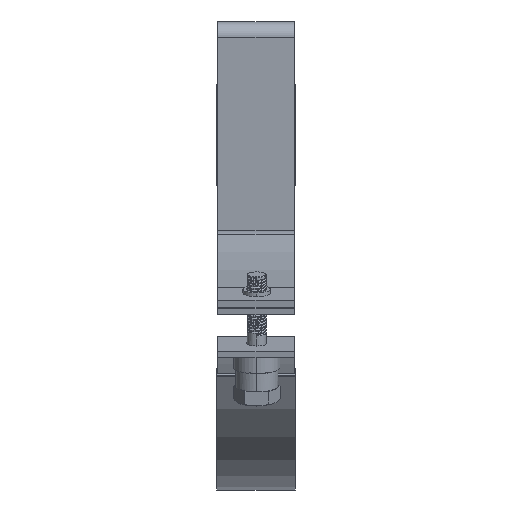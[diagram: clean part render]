
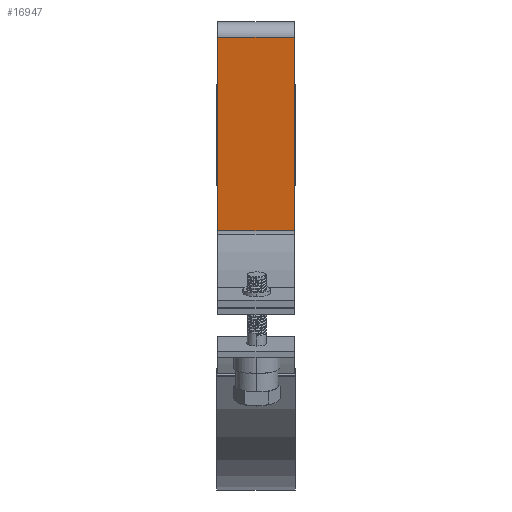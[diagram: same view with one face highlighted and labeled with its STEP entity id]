
A CAD part, left-side view. The second image highlights one B-rep face of the part: STEP entity #16947.
In plain terms, the highlighted planar face has unit normal (-0.991, 0, -0.131).
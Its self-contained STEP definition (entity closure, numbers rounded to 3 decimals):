
#5 = FACE_OUTER_BOUND ( 'NONE', #8402, .T. ) ;
#983 = VECTOR ( 'NONE', #2870, 1000. ) ;
#1195 = CARTESIAN_POINT ( 'NONE',  ( -132.958, 39.5, 70.982 ) ) ;
#1371 = LINE ( 'NONE', #1524, #983 ) ;
#1506 = DIRECTION ( 'NONE',  ( 0.991, 0., 0.131 ) ) ;
#1524 = CARTESIAN_POINT ( 'NONE',  ( -132.958, 39.5, 70.982 ) ) ;
#1918 = CARTESIAN_POINT ( 'NONE',  ( -119.78, 0., -29.113 ) ) ;
#1928 = EDGE_CURVE ( 'NONE', #4606, #4688, #15917, .T. ) ;
#2423 = CARTESIAN_POINT ( 'NONE',  ( -119.78, 39.5, -29.113 ) ) ;
#2870 = DIRECTION ( 'NONE',  ( 0., -1., 0. ) ) ;
#4252 = VERTEX_POINT ( 'NONE', #15030 ) ;
#4586 = DIRECTION ( 'NONE',  ( -0.131, 0., 0.991 ) ) ;
#4606 = VERTEX_POINT ( 'NONE', #2423 ) ;
#4633 = ORIENTED_EDGE ( 'NONE', *, *, #11689, .T. ) ;
#4688 = VERTEX_POINT ( 'NONE', #1195 ) ;
#5505 = CARTESIAN_POINT ( 'NONE',  ( -119.78, 39.5, -29.113 ) ) ;
#5574 = LINE ( 'NONE', #11125, #13838 ) ;
#5908 = VECTOR ( 'NONE', #4586, 1000. ) ;
#6531 = CARTESIAN_POINT ( 'NONE',  ( -119.78, 39.5, -29.113 ) ) ;
#6830 = PLANE ( 'NONE',  #11796 ) ;
#7292 = EDGE_CURVE ( 'NONE', #14923, #4252, #12954, .T. ) ;
#8333 = DIRECTION ( 'NONE',  ( 0., -1., 0. ) ) ;
#8402 = EDGE_LOOP ( 'NONE', ( #15192, #12424, #16384, #4633 ) ) ;
#8452 = VECTOR ( 'NONE', #9184, 1000. ) ;
#9184 = DIRECTION ( 'NONE',  ( -0.131, 0., 0.991 ) ) ;
#9898 = CARTESIAN_POINT ( 'NONE',  ( -119.78, 0., -29.113 ) ) ;
#10811 = DIRECTION ( 'NONE',  ( 0.131, 0., -0.991 ) ) ;
#11125 = CARTESIAN_POINT ( 'NONE',  ( -119.78, 39.5, -29.113 ) ) ;
#11540 = EDGE_CURVE ( 'NONE', #4688, #4252, #1371, .T. ) ;
#11689 = EDGE_CURVE ( 'NONE', #4606, #14923, #5574, .T. ) ;
#11796 = AXIS2_PLACEMENT_3D ( 'NONE', #5505, #1506, #10811 ) ;
#12424 = ORIENTED_EDGE ( 'NONE', *, *, #11540, .F. ) ;
#12954 = LINE ( 'NONE', #1918, #5908 ) ;
#13838 = VECTOR ( 'NONE', #8333, 1000. ) ;
#14923 = VERTEX_POINT ( 'NONE', #9898 ) ;
#15030 = CARTESIAN_POINT ( 'NONE',  ( -132.958, 0., 70.982 ) ) ;
#15192 = ORIENTED_EDGE ( 'NONE', *, *, #7292, .T. ) ;
#15917 = LINE ( 'NONE', #6531, #8452 ) ;
#16384 = ORIENTED_EDGE ( 'NONE', *, *, #1928, .F. ) ;
#16947 = ADVANCED_FACE ( 'NONE', ( #5 ), #6830, .F. ) ;
